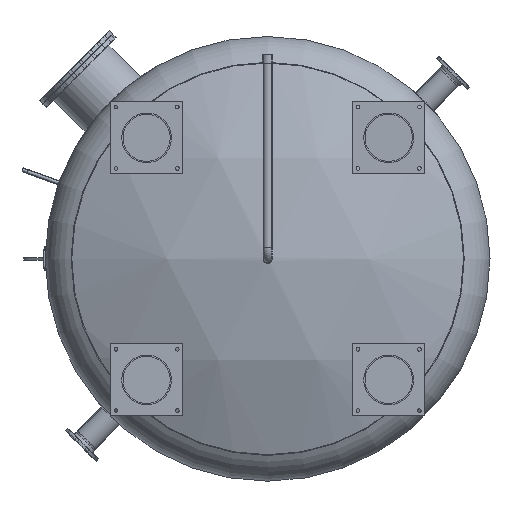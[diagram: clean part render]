
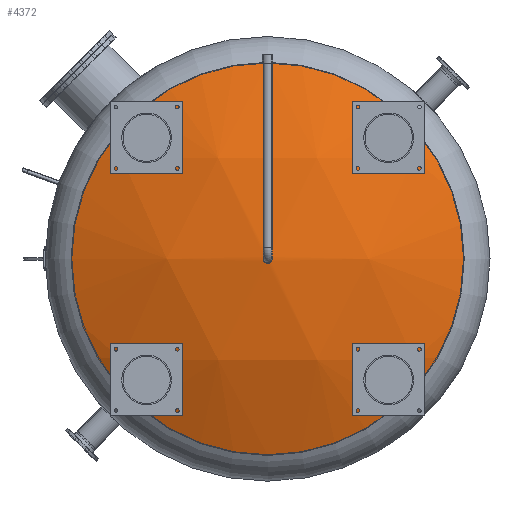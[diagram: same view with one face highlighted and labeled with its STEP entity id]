
A CAD part, front view. The second image highlights one B-rep face of the part: STEP entity #4372.
In plain terms, the highlighted spherical face has radius 2910.3 mm.
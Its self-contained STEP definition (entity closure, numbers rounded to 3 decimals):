
#401=FACE_BOUND('',#842,.T.);
#574=SPHERICAL_SURFACE('',#5122,2910.3);
#601=FACE_OUTER_BOUND('',#841,.T.);
#841=EDGE_LOOP('',(#3032,#3033));
#842=EDGE_LOOP('',(#3034));
#1715=CIRCLE('',#5113,30.15);
#1717=CIRCLE('',#5116,1281.982);
#1718=CIRCLE('',#5117,1281.982);
#2002=VERTEX_POINT('',#7140);
#2004=VERTEX_POINT('',#7146);
#2005=VERTEX_POINT('',#7147);
#2414=EDGE_CURVE('',#2002,#2002,#1715,.T.);
#2417=EDGE_CURVE('',#2004,#2005,#1717,.T.);
#2418=EDGE_CURVE('',#2005,#2004,#1718,.T.);
#3032=ORIENTED_EDGE('',*,*,#2417,.T.);
#3033=ORIENTED_EDGE('',*,*,#2418,.T.);
#3034=ORIENTED_EDGE('',*,*,#2414,.T.);
#4372=ADVANCED_FACE('',(#601,#401),#574,.T.);
#5113=AXIS2_PLACEMENT_3D('',#7141,#5739,#5740);
#5116=AXIS2_PLACEMENT_3D('',#7148,#5746,#5747);
#5117=AXIS2_PLACEMENT_3D('',#7149,#5748,#5749);
#5122=AXIS2_PLACEMENT_3D('',#7157,#5758,#5759);
#5739=DIRECTION('center_axis',(0.,-1.,0.));
#5740=DIRECTION('ref_axis',(1.,0.,0.));
#5746=DIRECTION('center_axis',(0.,1.,0.));
#5747=DIRECTION('ref_axis',(-1.,0.,0.));
#5748=DIRECTION('center_axis',(0.,1.,0.));
#5749=DIRECTION('ref_axis',(-1.,0.,0.));
#5758=DIRECTION('center_axis',(0.,0.,1.));
#5759=DIRECTION('ref_axis',(1.,0.,0.));
#7140=CARTESIAN_POINT('',(-30.15,607.807,0.));
#7141=CARTESIAN_POINT('Origin',(0.,607.807,0.));
#7146=CARTESIAN_POINT('',(-1281.982,310.396,0.));
#7147=CARTESIAN_POINT('',(0.,310.396,-1281.982));
#7148=CARTESIAN_POINT('Origin',(0.,310.396,
0.));
#7149=CARTESIAN_POINT('Origin',(0.,310.396,
0.));
#7157=CARTESIAN_POINT('Origin',(0.,-2302.337,0.));
